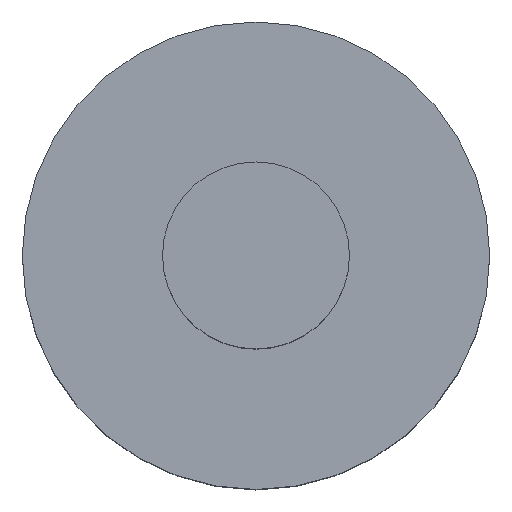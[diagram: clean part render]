
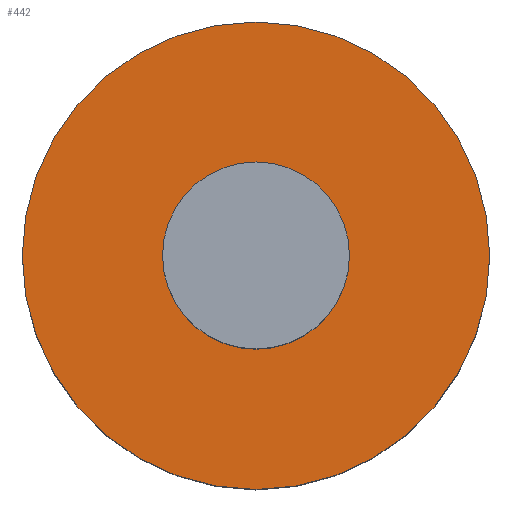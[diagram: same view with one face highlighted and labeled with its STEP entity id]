
A CAD part, top view. The second image highlights one B-rep face of the part: STEP entity #442.
In plain terms, the highlighted planar face has unit normal (0, 0, 1).
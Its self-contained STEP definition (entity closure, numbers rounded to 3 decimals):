
#19 = DIRECTION ( 'NONE',  ( 0., 0., 1. ) ) ;
#36 = AXIS2_PLACEMENT_3D ( 'NONE', #94, #51, #144 ) ;
#49 = CARTESIAN_POINT ( 'NONE',  ( 4., 0., 12. ) ) ;
#50 = CARTESIAN_POINT ( 'NONE',  ( -4., 0., 12. ) ) ;
#51 = DIRECTION ( 'NONE',  ( 0., 0., 1. ) ) ;
#87 = EDGE_CURVE ( 'NONE', #235, #429, #167, .T. ) ;
#94 = CARTESIAN_POINT ( 'NONE',  ( 0., 0., 12. ) ) ;
#97 = DIRECTION ( 'NONE',  ( 0., 0., 1. ) ) ;
#98 = CIRCLE ( 'NONE', #455, 4. ) ;
#115 = EDGE_CURVE ( 'NONE', #569, #253, #260, .T. ) ;
#119 = CARTESIAN_POINT ( 'NONE',  ( 0., 0., 12. ) ) ;
#127 = EDGE_CURVE ( 'NONE', #253, #569, #98, .T. ) ;
#130 = CIRCLE ( 'NONE', #36, 10. ) ;
#144 = DIRECTION ( 'NONE',  ( 1., 0., 0. ) ) ;
#155 = CARTESIAN_POINT ( 'NONE',  ( 0., 0., 12. ) ) ;
#164 = DIRECTION ( 'NONE',  ( 0., 0., 1. ) ) ;
#167 = CIRCLE ( 'NONE', #484, 10. ) ;
#173 = ORIENTED_EDGE ( 'NONE', *, *, #516, .T. ) ;
#207 = FACE_BOUND ( 'NONE', #570, .T. ) ;
#235 = VERTEX_POINT ( 'NONE', #268 ) ;
#253 = VERTEX_POINT ( 'NONE', #49 ) ;
#260 = CIRCLE ( 'NONE', #446, 4. ) ;
#268 = CARTESIAN_POINT ( 'NONE',  ( 10., 0., 12. ) ) ;
#290 = DIRECTION ( 'NONE',  ( 1., 0., 0. ) ) ;
#299 = CARTESIAN_POINT ( 'NONE',  ( 0., 0., 12. ) ) ;
#342 = FACE_OUTER_BOUND ( 'NONE', #431, .T. ) ;
#347 = ORIENTED_EDGE ( 'NONE', *, *, #87, .T. ) ;
#371 = DIRECTION ( 'NONE',  ( 1., 0., 0. ) ) ;
#383 = DIRECTION ( 'NONE',  ( 1., 0., 0. ) ) ;
#416 = ORIENTED_EDGE ( 'NONE', *, *, #127, .F. ) ;
#429 = VERTEX_POINT ( 'NONE', #511 ) ;
#431 = EDGE_LOOP ( 'NONE', ( #173, #347 ) ) ;
#442 = ADVANCED_FACE ( 'NONE', ( #207, #342 ), #514, .T. ) ;
#446 = AXIS2_PLACEMENT_3D ( 'NONE', #119, #461, #383 ) ;
#455 = AXIS2_PLACEMENT_3D ( 'NONE', #155, #164, #290 ) ;
#461 = DIRECTION ( 'NONE',  ( 0., 0., 1. ) ) ;
#464 = CARTESIAN_POINT ( 'NONE',  ( 0., 0., 12. ) ) ;
#484 = AXIS2_PLACEMENT_3D ( 'NONE', #464, #19, #371 ) ;
#511 = CARTESIAN_POINT ( 'NONE',  ( -10., 0., 12. ) ) ;
#514 = PLANE ( 'NONE',  #565 ) ;
#516 = EDGE_CURVE ( 'NONE', #429, #235, #130, .T. ) ;
#536 = DIRECTION ( 'NONE',  ( 1., 0., 0. ) ) ;
#547 = ORIENTED_EDGE ( 'NONE', *, *, #115, .F. ) ;
#565 = AXIS2_PLACEMENT_3D ( 'NONE', #299, #97, #536 ) ;
#569 = VERTEX_POINT ( 'NONE', #50 ) ;
#570 = EDGE_LOOP ( 'NONE', ( #547, #416 ) ) ;
